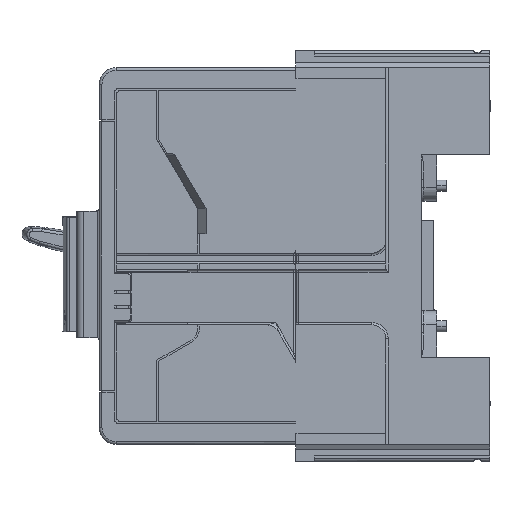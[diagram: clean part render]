
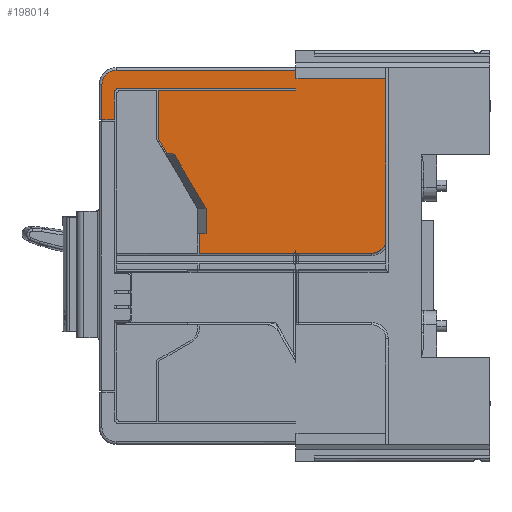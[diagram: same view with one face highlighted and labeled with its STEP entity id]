
A CAD part, left-side view. The second image highlights one B-rep face of the part: STEP entity #198014.
In plain terms, the highlighted planar face has unit normal (-1, 0, 0).
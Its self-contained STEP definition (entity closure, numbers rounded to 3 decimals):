
#28624=DIRECTION('',(0.,0.,1.));
#28625=VECTOR('',#28624,12.5);
#28626=CARTESIAN_POINT('',(-38.1,119.,48.5));
#28627=LINE('',#28626,#28625);
#28638=DIRECTION('',(0.,0.,-1.));
#28639=VECTOR('',#28638,0.7);
#28640=CARTESIAN_POINT('',(-38.1,50.,59.7));
#28641=LINE('',#28640,#28639);
#28645=CARTESIAN_POINT('',(-38.1,112.7,57.7));
#28646=DIRECTION('',(1.,0.,0.));
#28647=DIRECTION('',(0.,1.,0.));
#28648=AXIS2_PLACEMENT_3D('',#28645,#28646,#28647);
#28653=DIRECTION('',(0.,-1.,0.));
#28654=VECTOR('',#28653,4.3);
#28655=CARTESIAN_POINT('',(-38.1,119.,48.5));
#28656=LINE('',#28655,#28654);
#28660=CARTESIAN_POINT('',(-38.1,114.,61.));
#28661=DIRECTION('',(-1.,0.,0.));
#28662=DIRECTION('',(0.,0.,1.));
#28663=AXIS2_PLACEMENT_3D('',#28660,#28661,#28662);
#28668=DIRECTION('',(0.,0.,1.));
#28669=VECTOR('',#28668,3.);
#28670=CARTESIAN_POINT('',(-38.1,50.,63.));
#28671=LINE('',#28670,#28669);
#28675=CARTESIAN_POINT('',(-38.1,23.,6.));
#28676=DIRECTION('',(-1.,0.,0.));
#28677=DIRECTION('',(0.,0.,-1.));
#28678=AXIS2_PLACEMENT_3D('',#28675,#28676,#28677);
#28683=DIRECTION('',(0.,0.,-1.));
#28684=VECTOR('',#28683,0.8);
#28685=CARTESIAN_POINT('',(-38.1,50.,1.8));
#28686=LINE('',#28685,#28684);
#28690=CARTESIAN_POINT('',(-38.1,50.8,1.8));
#28691=DIRECTION('',(-1.,0.,0.));
#28692=DIRECTION('',(0.,0.,-1.));
#28693=AXIS2_PLACEMENT_3D('',#28690,#28691,#28692);
#28698=DIRECTION('',(0.,-1.,0.));
#28699=VECTOR('',#28698,33.5);
#28700=CARTESIAN_POINT('',(-38.1,84.3,1.));
#28701=LINE('',#28700,#28699);
#28705=DIRECTION('',(0.,1.,0.));
#28706=VECTOR('',#28705,2.3);
#28707=CARTESIAN_POINT('',(-38.1,82.,8.));
#28708=LINE('',#28707,#28706);
#28712=DIRECTION('',(0.,0.,-1.));
#28713=VECTOR('',#28712,9.008);
#28714=CARTESIAN_POINT('',(-38.1,82.,
17.008));
#28715=LINE('',#28714,#28713);
#28719=DIRECTION('',(0.,-0.509,-0.861));
#28720=VECTOR('',#28719,21.582);
#28721=CARTESIAN_POINT('',(-38.1,92.995,
35.579));
#28722=LINE('',#28721,#28720);
#28726=DIRECTION('',(0.,-0.509,-0.861));
#28727=VECTOR('',#28726,5.809);
#28728=CARTESIAN_POINT('',(-38.1,98.8,41.5));
#28729=LINE('',#28728,#28727);
#28740=DIRECTION('',(0.,-1.,0.));
#28741=VECTOR('',#28740,48.8);
#28742=CARTESIAN_POINT('',(-38.1,98.8,59.));
#28743=LINE('',#28742,#28741);
#28854=DIRECTION('',(0.,1.,0.));
#28855=VECTOR('',#28854,62.7);
#28856=CARTESIAN_POINT('',(-38.1,50.,59.7));
#28857=LINE('',#28856,#28855);
#28889=DIRECTION('',(0.,0.,-1.));
#28890=VECTOR('',#28889,9.2);
#28891=CARTESIAN_POINT('',(-38.1,114.7,57.7));
#28892=LINE('',#28891,#28890);
#33763=DIRECTION('',(0.,0.,1.));
#33764=VECTOR('',#33763,17.5);
#33765=CARTESIAN_POINT('',(-38.1,98.8,41.5));
#33766=LINE('',#33765,#33764);
#33812=DIRECTION('',(0.,1.,0.));
#33813=VECTOR('',#33812,0.892);
#33814=CARTESIAN_POINT('',(-38.1,94.951,36.5));
#33815=LINE('',#33814,#33813);
#33836=CARTESIAN_POINT('',(-38.1,92.995,35.579));
#33837=CARTESIAN_POINT('',(-38.1,93.047,35.668));
#33838=CARTESIAN_POINT('',(-38.1,93.166,35.823));
#33839=CARTESIAN_POINT('',(-38.1,93.439,36.07));
#33840=CARTESIAN_POINT('',(-38.1,93.828,36.294));
#33841=CARTESIAN_POINT('',(-38.1,94.355,36.458));
#33842=CARTESIAN_POINT('',(-38.1,94.745,36.5));
#33843=CARTESIAN_POINT('',(-38.1,94.951,36.5));
#36474=DIRECTION('',(0.,0.,-1.));
#36475=VECTOR('',#36474,57.);
#36476=CARTESIAN_POINT('',(-38.1,18.,63.));
#36477=LINE('',#36476,#36475);
#36509=DIRECTION('',(0.,-1.,0.));
#36510=VECTOR('',#36509,32.);
#36511=CARTESIAN_POINT('',(-38.1,50.,63.));
#36512=LINE('',#36511,#36510);
#36545=DIRECTION('',(0.,-1.,0.));
#36546=VECTOR('',#36545,64.);
#36547=CARTESIAN_POINT('',(-38.1,114.,66.));
#36548=LINE('',#36547,#36546);
#36575=DIRECTION('',(0.,1.,0.));
#36576=VECTOR('',#36575,27.);
#36577=CARTESIAN_POINT('',(-38.1,23.,1.));
#36578=LINE('',#36577,#36576);
#96251=DIRECTION('',(0.,0.,1.));
#96252=VECTOR('',#96251,7.);
#96253=CARTESIAN_POINT('',(-38.1,84.3,1.));
#96254=LINE('',#96253,#96252);
#165919=CARTESIAN_POINT('',(-38.1,50.,59.));
#165920=VERTEX_POINT('',#165919);
#165921=CARTESIAN_POINT('',(-38.1,50.,59.7));
#165922=VERTEX_POINT('',#165921);
#165923=CARTESIAN_POINT('',(-38.1,112.7,59.7));
#165924=VERTEX_POINT('',#165923);
#165925=CARTESIAN_POINT('',(-38.1,114.7,57.7));
#165926=VERTEX_POINT('',#165925);
#165927=CARTESIAN_POINT('',(-38.1,114.7,48.5));
#165928=VERTEX_POINT('',#165927);
#165929=CARTESIAN_POINT('',(-38.1,119.,48.5));
#165930=VERTEX_POINT('',#165929);
#168837=CARTESIAN_POINT('',(-38.1,50.,1.));
#168838=VERTEX_POINT('',#168837);
#168839=CARTESIAN_POINT('',(-38.1,50.,1.8));
#168840=VERTEX_POINT('',#168839);
#168841=CARTESIAN_POINT('',(-38.1,50.8,1.));
#168842=VERTEX_POINT('',#168841);
#168843=CARTESIAN_POINT('',(-38.1,84.3,1.));
#168844=VERTEX_POINT('',#168843);
#168846=CARTESIAN_POINT('',(-38.1,84.3,8.));
#168848=VERTEX_POINT('',#168846);
#168849=CARTESIAN_POINT('',(-38.1,98.8,59.));
#168850=VERTEX_POINT('',#168849);
#168851=CARTESIAN_POINT('',(-38.1,98.8,41.5));
#168852=VERTEX_POINT('',#168851);
#168853=CARTESIAN_POINT('',(-38.1,95.843,36.5));
#168854=VERTEX_POINT('',#168853);
#168855=CARTESIAN_POINT('',(-38.1,94.951,36.5));
#168856=VERTEX_POINT('',#168855);
#168857=VERTEX_POINT('',#33836);
#168858=CARTESIAN_POINT('',(-38.1,82.,
17.008));
#168859=VERTEX_POINT('',#168858);
#168860=CARTESIAN_POINT('',(-38.1,82.,8.));
#168861=VERTEX_POINT('',#168860);
#168862=CARTESIAN_POINT('',(-38.1,23.,1.));
#168863=VERTEX_POINT('',#168862);
#168864=CARTESIAN_POINT('',(-38.1,18.,6.));
#168865=VERTEX_POINT('',#168864);
#168866=CARTESIAN_POINT('',(-38.1,18.,63.));
#168867=VERTEX_POINT('',#168866);
#168868=CARTESIAN_POINT('',(-38.1,50.,63.));
#168869=VERTEX_POINT('',#168868);
#168870=CARTESIAN_POINT('',(-38.1,50.,66.));
#168871=VERTEX_POINT('',#168870);
#168872=CARTESIAN_POINT('',(-38.1,114.,66.));
#168873=VERTEX_POINT('',#168872);
#168874=CARTESIAN_POINT('',(-38.1,119.,61.));
#168875=VERTEX_POINT('',#168874);
#197959=CARTESIAN_POINT('',(-38.1,50.,-59.));
#197960=DIRECTION('',(-1.,0.,0.));
#197961=DIRECTION('',(0.,0.,1.));
#197962=AXIS2_PLACEMENT_3D('',#197959,#197960,#197961);
#197963=PLANE('',#197962);
#197965=ORIENTED_EDGE('',*,*,#197964,.T.);
#197967=ORIENTED_EDGE('',*,*,#197966,.F.);
#197969=ORIENTED_EDGE('',*,*,#197968,.T.);
#197971=ORIENTED_EDGE('',*,*,#197970,.F.);
#197973=ORIENTED_EDGE('',*,*,#197972,.T.);
#197975=ORIENTED_EDGE('',*,*,#197974,.F.);
#197976=ORIENTED_EDGE('',*,*,#197949,.T.);
#197977=ORIENTED_EDGE('',*,*,#197939,.F.);
#197979=ORIENTED_EDGE('',*,*,#197978,.T.);
#197981=ORIENTED_EDGE('',*,*,#197980,.F.);
#197983=ORIENTED_EDGE('',*,*,#197982,.T.);
#197985=ORIENTED_EDGE('',*,*,#197984,.T.);
#197987=ORIENTED_EDGE('',*,*,#197986,.F.);
#197989=ORIENTED_EDGE('',*,*,#197988,.T.);
#197991=ORIENTED_EDGE('',*,*,#197990,.F.);
#197993=ORIENTED_EDGE('',*,*,#197992,.F.);
#197995=ORIENTED_EDGE('',*,*,#197994,.F.);
#197997=ORIENTED_EDGE('',*,*,#197996,.T.);
#197999=ORIENTED_EDGE('',*,*,#197998,.F.);
#198001=ORIENTED_EDGE('',*,*,#198000,.F.);
#198003=ORIENTED_EDGE('',*,*,#198002,.F.);
#198005=ORIENTED_EDGE('',*,*,#198004,.T.);
#198007=ORIENTED_EDGE('',*,*,#198006,.T.);
#198009=ORIENTED_EDGE('',*,*,#198008,.F.);
#198011=ORIENTED_EDGE('',*,*,#198010,.T.);
#198012=EDGE_LOOP('',(#197965,#197967,#197969,#197971,#197973,#197975,#197976,
#197977,#197979,#197981,#197983,#197985,#197987,#197989,#197991,#197993,#197995,
#197997,#197999,#198001,#198003,#198005,#198007,#198009,#198011));
#198013=FACE_OUTER_BOUND('',#198012,.F.);
#28649=CIRCLE('',#28648,2.);
#28664=CIRCLE('',#28663,5.);
#28679=CIRCLE('',#28678,5.);
#28694=CIRCLE('',#28693,0.8);
#33844=B_SPLINE_CURVE_WITH_KNOTS('',3,(#33836,#33837,#33838,#33839,#33840,
#33841,#33842,#33843),.UNSPECIFIED.,.F.,.F.,(4,1,1,1,1,4),(0.,0.125,0.25,
0.5,0.75,1.),.UNSPECIFIED.);
#197939=EDGE_CURVE('',#168873,#168875,#28664,.T.);
#197949=EDGE_CURVE('',#165930,#168875,#28627,.T.);
#197964=EDGE_CURVE('',#168850,#165920,#28743,.T.);
#197966=EDGE_CURVE('',#165922,#165920,#28641,.T.);
#197968=EDGE_CURVE('',#165922,#165924,#28857,.T.);
#197970=EDGE_CURVE('',#165926,#165924,#28649,.T.);
#197972=EDGE_CURVE('',#165926,#165928,#28892,.T.);
#197974=EDGE_CURVE('',#165930,#165928,#28656,.T.);
#197978=EDGE_CURVE('',#168873,#168871,#36548,.T.);
#197980=EDGE_CURVE('',#168869,#168871,#28671,.T.);
#197982=EDGE_CURVE('',#168869,#168867,#36512,.T.);
#197984=EDGE_CURVE('',#168867,#168865,#36477,.T.);
#197986=EDGE_CURVE('',#168863,#168865,#28679,.T.);
#197988=EDGE_CURVE('',#168863,#168838,#36578,.T.);
#197990=EDGE_CURVE('',#168840,#168838,#28686,.T.);
#197992=EDGE_CURVE('',#168842,#168840,#28694,.T.);
#197994=EDGE_CURVE('',#168844,#168842,#28701,.T.);
#197996=EDGE_CURVE('',#168844,#168848,#96254,.T.);
#197998=EDGE_CURVE('',#168861,#168848,#28708,.T.);
#198000=EDGE_CURVE('',#168859,#168861,#28715,.T.);
#198002=EDGE_CURVE('',#168857,#168859,#28722,.T.);
#198004=EDGE_CURVE('',#168857,#168856,#33844,.T.);
#198006=EDGE_CURVE('',#168856,#168854,#33815,.T.);
#198008=EDGE_CURVE('',#168852,#168854,#28729,.T.);
#198010=EDGE_CURVE('',#168852,#168850,#33766,.T.);
#198014=ADVANCED_FACE('',(#198013),#197963,.T.);
